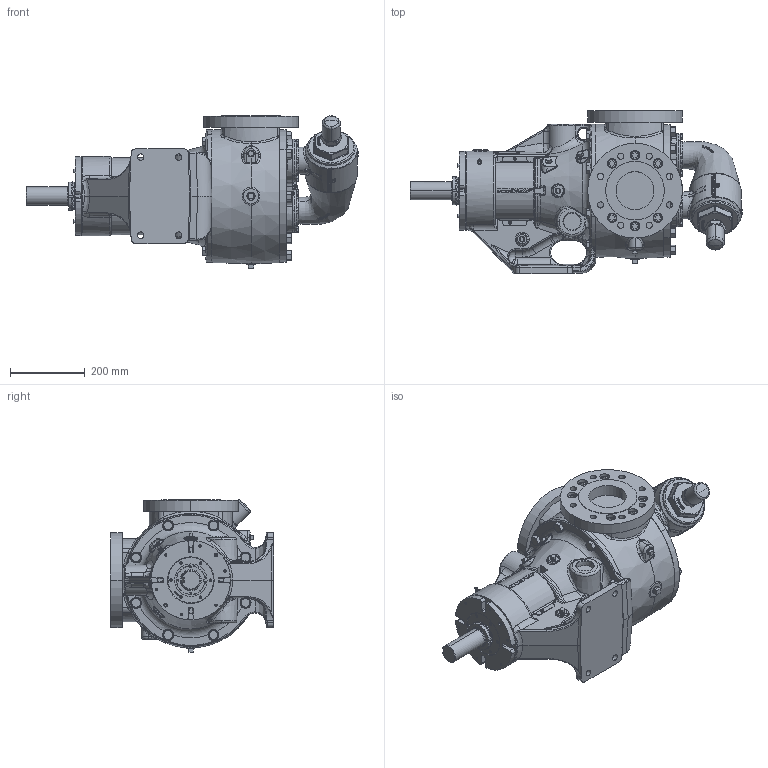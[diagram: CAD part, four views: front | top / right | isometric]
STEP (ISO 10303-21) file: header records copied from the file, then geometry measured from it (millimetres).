
FILE_DESCRIPTION (( 'STEP AP214' ), '1' );
FILE_NAME ('QV-2218.STEP', '2024-04-17T13:26:30', ( '' ), ( '' ), 'SwSTEP 2.0', 'SolidWorks 2022', '' );
FILE_SCHEMA (( 'AUTOMOTIVE_DESIGN' ));
Length unit declared in the file: inch
Products named in the file (1): QV-2218
Bounding box: 890.01 x 438.15 x 409.47 mm (x, y, z)
Volume: 42860800.5 mm3; surface area: 1558382.2 mm2
Topology: 1 solids, 13 shells, 4991 faces, 12747 edges, 8066 vertices
Faces by surface type: plane 1815, bspline 1619, cylinder 823, cone 542, torus 132, sphere 60
Entity records: 324009 total; most frequent: CARTESIAN_POINT 151247, ORIENTED_EDGE 25272, DIRECTION 17582, EDGE_CURVE 12636, VERTEX_POINT 8063, AXIS2_PLACEMENT_3D 6092, EDGE_LOOP 5461, LINE 5398
